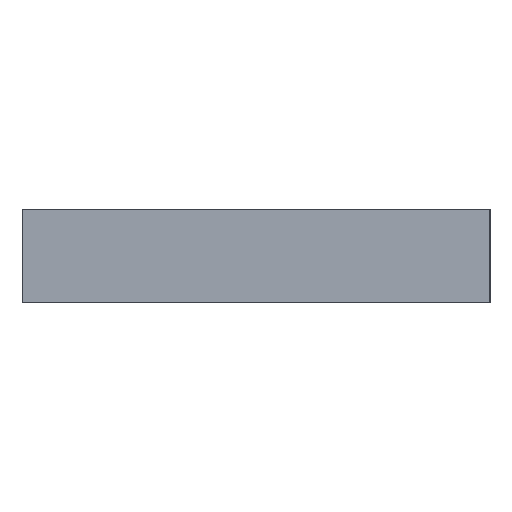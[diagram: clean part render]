
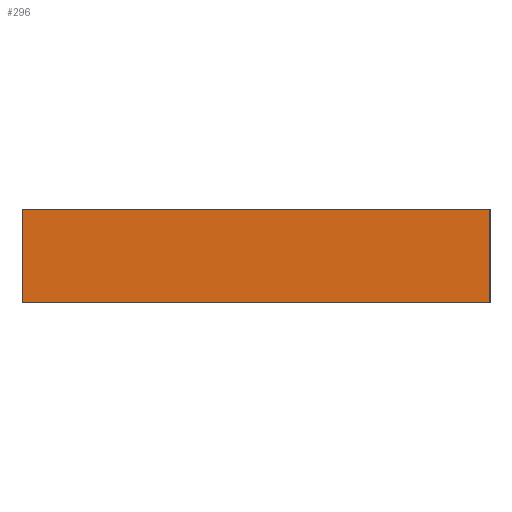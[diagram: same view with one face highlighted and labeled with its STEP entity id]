
A CAD part, left-side view. The second image highlights one B-rep face of the part: STEP entity #296.
In plain terms, the highlighted planar face has unit normal (-1, 0, 0).
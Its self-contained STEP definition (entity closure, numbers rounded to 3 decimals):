
#24=LINE('',#495,#44);
#32=LINE('',#510,#52);
#33=LINE('',#512,#53);
#34=LINE('',#513,#54);
#44=VECTOR('',#416,10.);
#52=VECTOR('',#428,10.);
#53=VECTOR('',#431,10.);
#54=VECTOR('',#432,10.);
#90=FACE_OUTER_BOUND('',#112,.T.);
#112=EDGE_LOOP('',(#251,#252,#253,#254));
#156=VERTEX_POINT('',#492);
#157=VERTEX_POINT('',#494);
#161=VERTEX_POINT('',#506);
#162=VERTEX_POINT('',#508);
#188=EDGE_CURVE('',#156,#157,#24,.T.);
#196=EDGE_CURVE('',#161,#162,#32,.T.);
#197=EDGE_CURVE('',#156,#161,#33,.T.);
#198=EDGE_CURVE('',#157,#162,#34,.T.);
#251=ORIENTED_EDGE('',*,*,#197,.T.);
#252=ORIENTED_EDGE('',*,*,#196,.T.);
#253=ORIENTED_EDGE('',*,*,#198,.F.);
#254=ORIENTED_EDGE('',*,*,#188,.F.);
#278=PLANE('',#344);
#296=ADVANCED_FACE('',(#90),#278,.T.);
#344=AXIS2_PLACEMENT_3D('',#511,#429,#430);
#416=DIRECTION('',(0.,0.,1.));
#428=DIRECTION('',(0.,0.,1.));
#429=DIRECTION('center_axis',(-1.,0.,0.));
#430=DIRECTION('ref_axis',(0.,-1.,0.));
#431=DIRECTION('',(0.,-1.,0.));
#432=DIRECTION('',(0.,-1.,0.));
#492=CARTESIAN_POINT('',(0.,25.,0.));
#494=CARTESIAN_POINT('',(0.,25.,5.));
#495=CARTESIAN_POINT('',(0.,25.,0.));
#506=CARTESIAN_POINT('',(0.,0.,0.));
#508=CARTESIAN_POINT('',(0.,0.,5.));
#510=CARTESIAN_POINT('',(0.,0.,0.));
#511=CARTESIAN_POINT('Origin',(0.,25.,0.));
#512=CARTESIAN_POINT('',(0.,25.,0.));
#513=CARTESIAN_POINT('',(0.,25.,5.));
